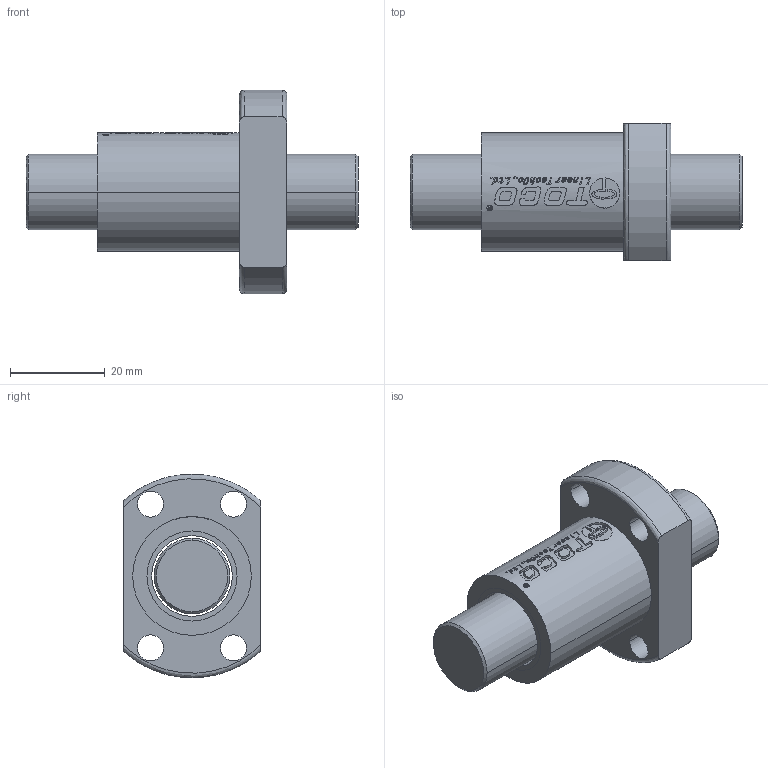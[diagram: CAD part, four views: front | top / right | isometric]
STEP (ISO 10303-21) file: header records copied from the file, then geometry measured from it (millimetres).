
FILE_DESCRIPTION (( 'STEP AP203' ), '1' );
FILE_NAME ('SFK01602.STEP', '2019-04-04T03:03:09', ( '' ), ( '' ), 'SwSTEP 2.0', 'SolidWorks 2015', '' );
FILE_SCHEMA (( 'CONFIG_CONTROL_DESIGN' ));
Length unit declared in the file: millimetre
Products named in the file (1): SFK01602
Bounding box: 70 x 29 x 42.85 mm (x, y, z)
Volume: 30142.9 mm3; surface area: 13206.7 mm2
Topology: 4 solids, 4 shells, 680 faces, 1901 edges, 1267 vertices
Faces by surface type: plane 608, cylinder 43, bspline 25, cone 4
Entity records: 23414 total; most frequent: CARTESIAN_POINT 7337, ORIENTED_EDGE 3802, DIRECTION 2760, EDGE_CURVE 1901, VECTOR 1278, LINE 1278, VERTEX_POINT 1267, AXIS2_PLACEMENT_3D 741
